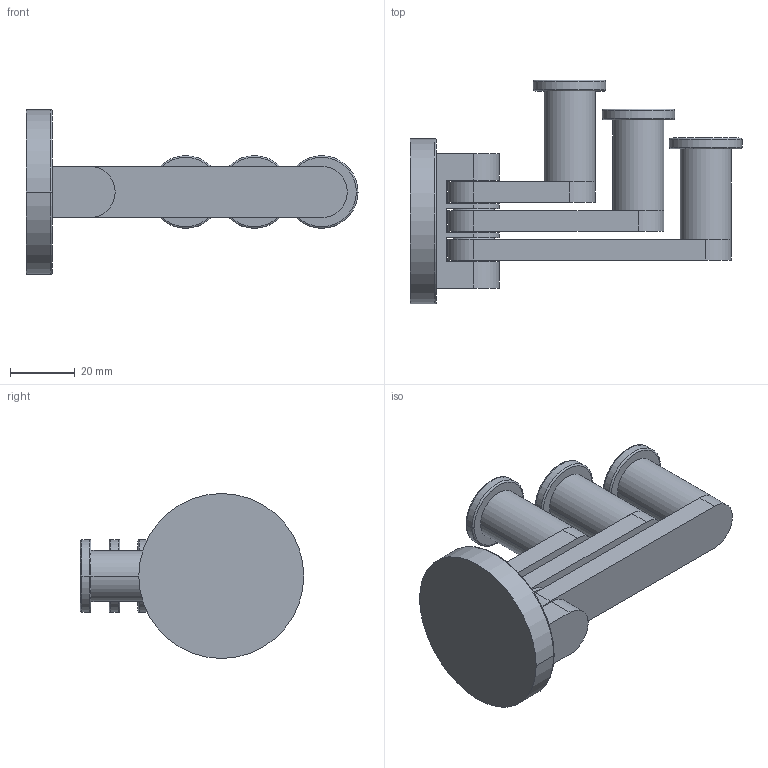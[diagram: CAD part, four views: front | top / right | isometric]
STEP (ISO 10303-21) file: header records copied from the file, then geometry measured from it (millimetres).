
FILE_DESCRIPTION((''),'2;1');
FILE_NAME('4610T','2022-06-27T17:13:36',('rsmith'),(''),'CREO PARAMETRIC BY PTC INC, 2019352','CREO PARAMETRIC BY PTC INC, 2019352','');
FILE_SCHEMA(('CONFIG_CONTROL_DESIGN'));
Length unit declared in the file: inch
Products named in the file (1): 4610T
Bounding box: 102.26 x 68.83 x 50.8 mm (x, y, z)
Volume: 62339.8 mm3; surface area: 21487.9 mm2
Topology: 1 solids, 1 shells, 80 faces, 190 edges, 122 vertices
Faces by surface type: plane 33, cylinder 27, torus 20
Entity records: 2400 total; most frequent: DIRECTION 456, CARTESIAN_POINT 392, ORIENTED_EDGE 380, EDGE_CURVE 190, AXIS2_PLACEMENT_3D 186, VERTEX_POINT 122, CIRCLE 106, EDGE_LOOP 96
